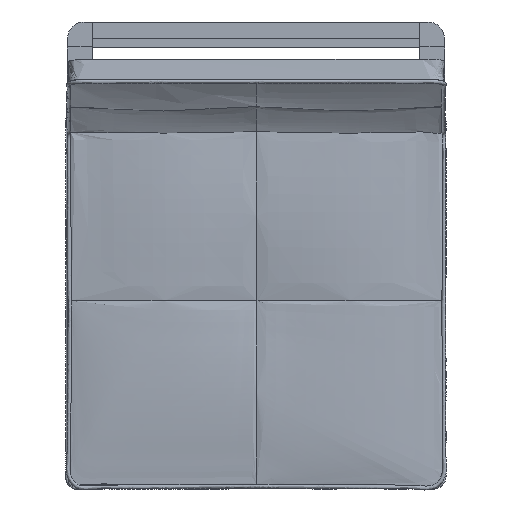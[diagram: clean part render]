
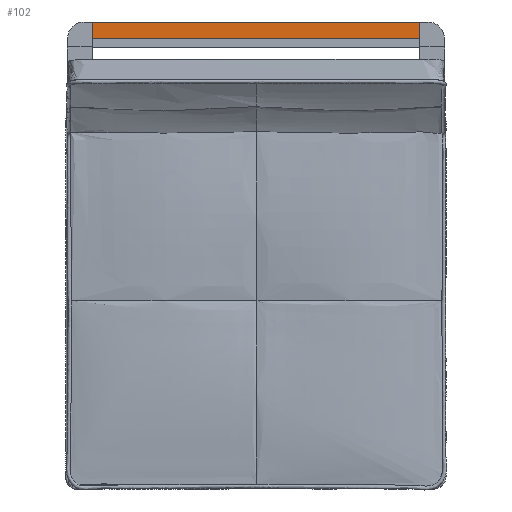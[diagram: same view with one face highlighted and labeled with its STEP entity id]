
A CAD part, top view. The second image highlights one B-rep face of the part: STEP entity #102.
In plain terms, the highlighted planar face has unit normal (0, 0, 1).
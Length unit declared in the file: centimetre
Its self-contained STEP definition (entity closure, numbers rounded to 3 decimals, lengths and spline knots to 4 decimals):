
#102=ADVANCED_FACE('',(#211),#1464,.T.);
#211=FACE_OUTER_BOUND('',#320,.T.);
#320=EDGE_LOOP('',(#444,#445,#446,#447));
#444=ORIENTED_EDGE('',*,*,#880,.T.);
#445=ORIENTED_EDGE('',*,*,#884,.F.);
#446=ORIENTED_EDGE('',*,*,#885,.T.);
#447=ORIENTED_EDGE('',*,*,#876,.F.);
#876=EDGE_CURVE('',#1316,#1313,#1101,.T.);
#880=EDGE_CURVE('',#1316,#1318,#1105,.T.);
#884=EDGE_CURVE('',#1314,#1318,#1109,.T.);
#885=EDGE_CURVE('',#1314,#1313,#1110,.T.);
#1101=B_SPLINE_CURVE_WITH_KNOTS('',1,(#1807,#1808),.UNSPECIFIED.,.F.,.F.,
(2,2),(-18.7425,18.7425),.UNSPECIFIED.);
#1105=B_SPLINE_CURVE_WITH_KNOTS('',1,(#1815,#1816),.UNSPECIFIED.,.F.,.F.,
(2,2),(-1.125,0.),.UNSPECIFIED.);
#1109=B_SPLINE_CURVE_WITH_KNOTS('',1,(#1823,#1824),.UNSPECIFIED.,.F.,.F.,
(2,2),(-18.7425,18.7425),.UNSPECIFIED.);
#1110=B_SPLINE_CURVE_WITH_KNOTS('',1,(#1825,#1826),.UNSPECIFIED.,.F.,.F.,
(2,2),(-0.9525,0.9525),.UNSPECIFIED.);
#1313=VERTEX_POINT('',#1797);
#1314=VERTEX_POINT('',#1798);
#1316=VERTEX_POINT('',#1800);
#1318=VERTEX_POINT('',#1802);
#1464=PLANE('',#1594);
#1594=AXIS2_PLACEMENT_3D('',#1794,#1694,$);
#1694=DIRECTION('',(0.,0.,1.));
#1794=CARTESIAN_POINT('',(-18.8269,53.122,63.1889));
#1797=CARTESIAN_POINT('',(18.6581,53.122,63.1889));
#1798=CARTESIAN_POINT('',(18.6581,51.217,63.1889));
#1800=CARTESIAN_POINT('',(-18.8269,53.122,63.1889));
#1802=CARTESIAN_POINT('',(-18.8269,51.217,63.1889));
#1807=CARTESIAN_POINT('',(-18.8269,53.122,63.1889));
#1808=CARTESIAN_POINT('',(18.6581,53.122,63.1889));
#1815=CARTESIAN_POINT('',(-18.8269,53.122,63.1889));
#1816=CARTESIAN_POINT('',(-18.8269,51.217,63.1889));
#1823=CARTESIAN_POINT('',(18.6581,51.217,63.1889));
#1824=CARTESIAN_POINT('',(-18.8269,51.217,63.1889));
#1825=CARTESIAN_POINT('',(18.6581,51.217,63.1889));
#1826=CARTESIAN_POINT('',(18.6581,53.122,63.1889));
